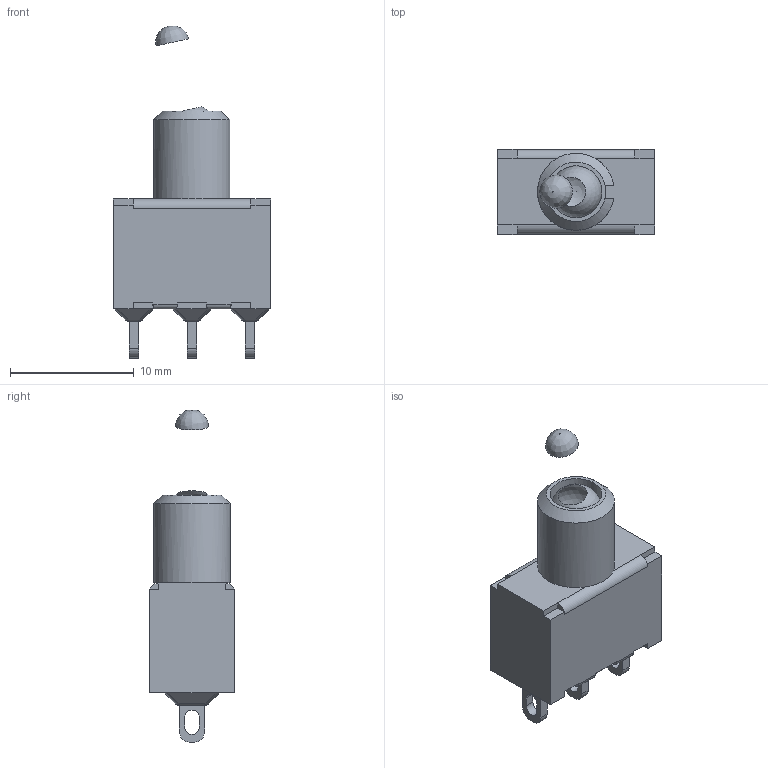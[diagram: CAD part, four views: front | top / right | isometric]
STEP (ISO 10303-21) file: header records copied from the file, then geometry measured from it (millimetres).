
FILE_DESCRIPTION(/* description */ (' '),/* implementation_level */ '2;1');
FILE_NAME(/* name */ '100SPxT2B3M1xE.stp',/* time_stamp */ '2023-05-09T08:41:11-05:00',/* author */ ('mwilliams'),/* organization */ (' '),/* preprocessor_version */ 'ST-DEVELOPER v18',/* originating_system */ 'Autodesk Inventor 2020',/* authorisation */ ' ');
FILE_SCHEMA (('AUTOMOTIVE_DESIGN { 1 0 10303 214 3 1 1 }'));
Length unit declared in the file: millimetre
Products named in the file (1): 100SPxT2B3M1xE
Bounding box: 12.7 x 6.86 x 26.82 mm (x, y, z)
Volume: 974.9 mm3; surface area: 941.9 mm2
Topology: 2 solids, 6 shells, 201 faces, 500 edges, 311 vertices
Faces by surface type: plane 137, cylinder 48, sphere 13, cone 2, bspline 1
Full cylindrical faces by diameter (mm): 4.2 x1
Entity records: 5966 total; most frequent: CARTESIAN_POINT 1064, DIRECTION 1014, ORIENTED_EDGE 998, EDGE_CURVE 499, LINE 378, VECTOR 378, AXIS2_PLACEMENT_3D 318, VERTEX_POINT 311
